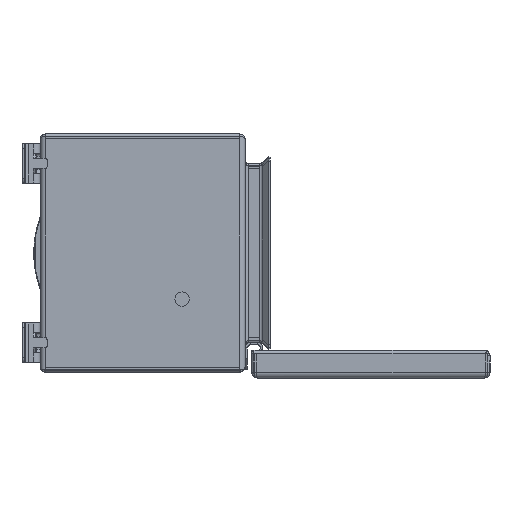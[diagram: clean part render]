
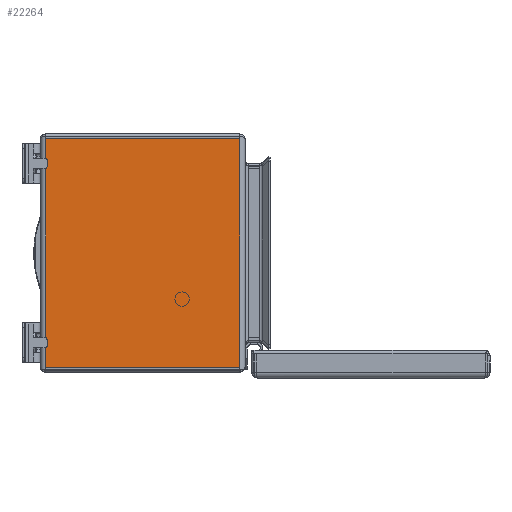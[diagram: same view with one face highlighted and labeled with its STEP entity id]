
A CAD part, front view. The second image highlights one B-rep face of the part: STEP entity #22264.
In plain terms, the highlighted face is planar.
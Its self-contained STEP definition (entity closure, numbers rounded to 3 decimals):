
#1613=PLANE('',#23915);
#2258=FACE_OUTER_BOUND('',#3640,.T.);
#3640=EDGE_LOOP('',(#15556,#15557,#15558,#15559));
#5280=LINE('',#32438,#7144);
#5281=LINE('',#32440,#7145);
#5282=LINE('',#32442,#7146);
#5283=LINE('',#32443,#7147);
#7144=VECTOR('',#26377,1000.);
#7145=VECTOR('',#26378,1000.);
#7146=VECTOR('',#26379,1000.);
#7147=VECTOR('',#26380,1000.);
#9809=VERTEX_POINT('',#32436);
#9810=VERTEX_POINT('',#32437);
#9811=VERTEX_POINT('',#32439);
#9812=VERTEX_POINT('',#32441);
#11997=EDGE_CURVE('',#9809,#9810,#5280,.T.);
#11998=EDGE_CURVE('',#9811,#9810,#5281,.T.);
#11999=EDGE_CURVE('',#9811,#9812,#5282,.T.);
#12000=EDGE_CURVE('',#9812,#9809,#5283,.T.);
#15556=ORIENTED_EDGE('',*,*,#11997,.T.);
#15557=ORIENTED_EDGE('',*,*,#11998,.F.);
#15558=ORIENTED_EDGE('',*,*,#11999,.T.);
#15559=ORIENTED_EDGE('',*,*,#12000,.T.);
#22264=ADVANCED_FACE('',(#2258),#1613,.T.);
#23915=AXIS2_PLACEMENT_3D('',#32435,#26375,#26376);
#26375=DIRECTION('center_axis',(1.,0.,0.));
#26376=DIRECTION('ref_axis',(0.,0.,-1.));
#26377=DIRECTION('',(0.,1.,0.));
#26378=DIRECTION('',(0.,0.,-1.));
#26379=DIRECTION('',(0.,-1.,0.));
#26380=DIRECTION('',(0.,0.,-1.));
#32435=CARTESIAN_POINT('Origin',(100.,125.71,1074.998));
#32436=CARTESIAN_POINT('',(100.,3.424,-72.044));
#32437=CARTESIAN_POINT('',(100.,125.71,-72.044));
#32438=CARTESIAN_POINT('',(100.,125.71,-72.044));
#32439=CARTESIAN_POINT('',(100.,125.71,72.044));
#32440=CARTESIAN_POINT('',(100.,125.71,1074.998));
#32441=CARTESIAN_POINT('',(100.,3.424,72.044));
#32442=CARTESIAN_POINT('',(100.,125.71,72.044));
#32443=CARTESIAN_POINT('',(100.,3.424,1074.998));
